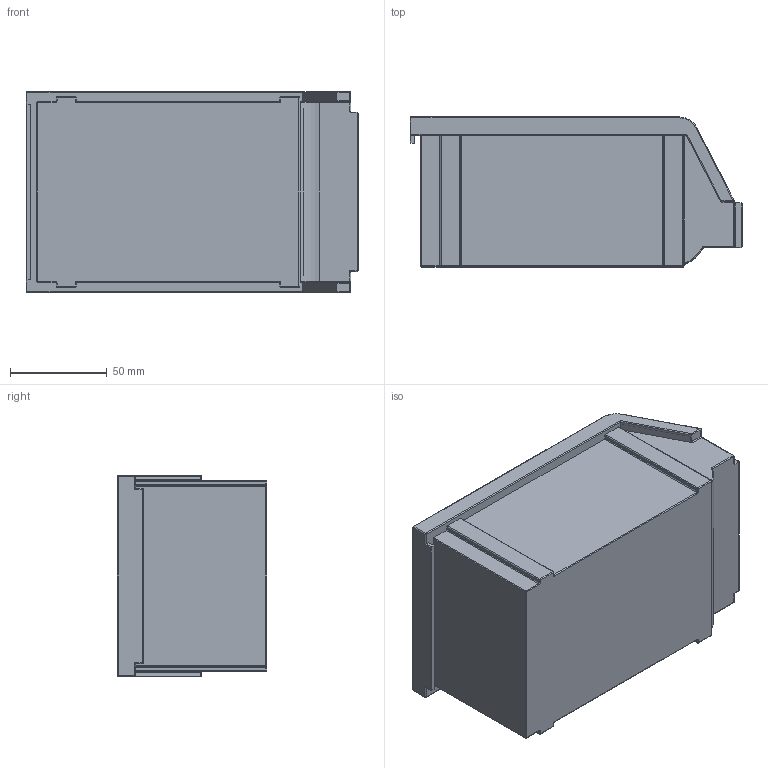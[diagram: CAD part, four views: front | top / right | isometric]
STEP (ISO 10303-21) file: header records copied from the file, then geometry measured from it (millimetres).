
FILE_DESCRIPTION(/* description */ ('175 x 100 x 75'),/* implementation_level */ '2;1');
FILE_NAME(/* name */ 'leer-00_Sichtlagerkasten schwarz ESD.step',/* time_stamp */ '2024-09-25T10:53:29+02:00',/* author */ ('muellerj'),/* organization */ ('MiniTec GmbH & Co.KG'),/* preprocessor_version */ 'ST-DEVELOPER v19.2',/* originating_system */ 'Autodesk Inventor 2023',/* authorisation */ '');
FILE_SCHEMA (('CONFIG_CONTROL_DESIGN'));
Length unit declared in the file: millimetre
Products named in the file (1): MTW_1-00306432
Bounding box: 171.2 x 77.25 x 103.5 mm (x, y, z)
Volume: 142266.6 mm3; surface area: 100904.8 mm2
Topology: 1 solids, 1 shells, 247 faces, 579 edges, 329 vertices
Faces by surface type: cylinder 118, plane 59, sphere 27, torus 26, bspline 17
Entity records: 7511 total; most frequent: CARTESIAN_POINT 1794, DIRECTION 1277, ORIENTED_EDGE 1148, EDGE_CURVE 574, AXIS2_PLACEMENT_3D 497, VERTEX_POINT 329, LINE 283, VECTOR 283
